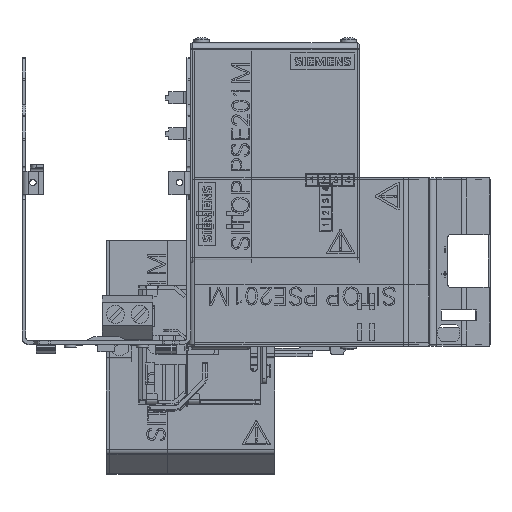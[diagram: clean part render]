
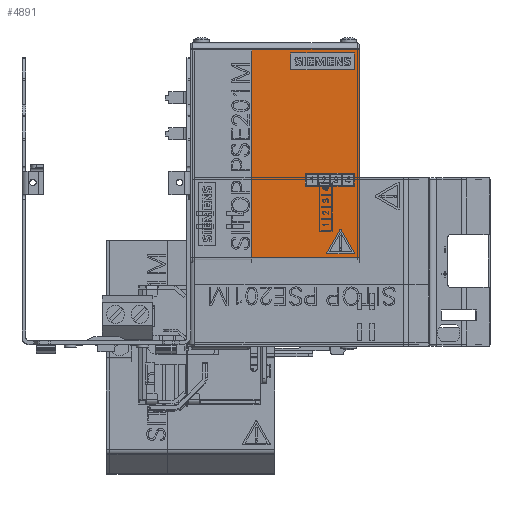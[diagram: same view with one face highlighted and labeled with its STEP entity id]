
A CAD part, top view. The second image highlights one B-rep face of the part: STEP entity #4891.
In plain terms, the highlighted planar face has unit normal (0, 0, 1).
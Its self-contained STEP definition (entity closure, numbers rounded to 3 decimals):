
#4891 = ADVANCED_FACE( '', ( #10372, #10373, #10374, #10375 ), #10376, .T. );
#10372 = FACE_BOUND( '', #16154, .T. );
#10373 = FACE_BOUND( '', #16155, .T. );
#10374 = FACE_BOUND( '', #16156, .T. );
#10375 = FACE_OUTER_BOUND( '', #16157, .T. );
#10376 = PLANE( '', #16158 );
#16154 = EDGE_LOOP( '', ( #31891, #31892, #31893, #31894, #31895, #31896 ) );
#16155 = EDGE_LOOP( '', ( #31897, #31898, #31899, #31900 ) );
#16156 = EDGE_LOOP( '', ( #31901, #31902, #31903, #31904 ) );
#16157 = EDGE_LOOP( '', ( #31905, #31906, #31907, #31908 ) );
#16158 = AXIS2_PLACEMENT_3D( '', #31909, #31910, #31911 );
#31891 = ORIENTED_EDGE( '', *, *, #40457, .T. );
#31892 = ORIENTED_EDGE( '', *, *, #38109, .T. );
#31893 = ORIENTED_EDGE( '', *, *, #38349, .T. );
#31894 = ORIENTED_EDGE( '', *, *, #40458, .T. );
#31895 = ORIENTED_EDGE( '', *, *, #40459, .T. );
#31896 = ORIENTED_EDGE( '', *, *, #40396, .T. );
#31897 = ORIENTED_EDGE( '', *, *, #39811, .T. );
#31898 = ORIENTED_EDGE( '', *, *, #37249, .T. );
#31899 = ORIENTED_EDGE( '', *, *, #39453, .T. );
#31900 = ORIENTED_EDGE( '', *, *, #35327, .T. );
#31901 = ORIENTED_EDGE( '', *, *, #38313, .T. );
#31902 = ORIENTED_EDGE( '', *, *, #37481, .T. );
#31903 = ORIENTED_EDGE( '', *, *, #39823, .T. );
#31904 = ORIENTED_EDGE( '', *, *, #35568, .T. );
#31905 = ORIENTED_EDGE( '', *, *, #34792, .T. );
#31906 = ORIENTED_EDGE( '', *, *, #40460, .F. );
#31907 = ORIENTED_EDGE( '', *, *, #40296, .T. );
#31908 = ORIENTED_EDGE( '', *, *, #39842, .T. );
#31909 = CARTESIAN_POINT( '', ( -35., -43.395, 0.4 ) );
#31910 = DIRECTION( '', ( 0., 0., 1. ) );
#31911 = DIRECTION( '', ( 1., 0., 0. ) );
#34792 = EDGE_CURVE( '', #41928, #41926, #41929, .T. );
#35327 = EDGE_CURVE( '', #42859, #42860, #42861, .T. );
#35568 = EDGE_CURVE( '', #43272, #43273, #43274, .T. );
#37249 = EDGE_CURVE( '', #46054, #46055, #46056, .T. );
#37481 = EDGE_CURVE( '', #46399, #46400, #46401, .T. );
#38109 = EDGE_CURVE( '', #47298, #47299, #47300, .T. );
#38313 = EDGE_CURVE( '', #43273, #46399, #47588, .T. );
#38349 = EDGE_CURVE( '', #47299, #47635, #47636, .T. );
#39453 = EDGE_CURVE( '', #46055, #42859, #49091, .T. );
#39811 = EDGE_CURVE( '', #42860, #46054, #49539, .T. );
#39823 = EDGE_CURVE( '', #46400, #43272, #49551, .T. );
#39842 = EDGE_CURVE( '', #49572, #41928, #49573, .T. );
#40296 = EDGE_CURVE( '', #50080, #49572, #50081, .T. );
#40396 = EDGE_CURVE( '', #50187, #50188, #50189, .T. );
#40457 = EDGE_CURVE( '', #50188, #47298, #50261, .T. );
#40458 = EDGE_CURVE( '', #47635, #50262, #50263, .T. );
#40459 = EDGE_CURVE( '', #50262, #50187, #50264, .T. );
#40460 = EDGE_CURVE( '', #50080, #41926, #50265, .T. );
#41926 = VERTEX_POINT( '', #52668 );
#41928 = VERTEX_POINT( '', #52671 );
#41929 = LINE( '', #52672, #52673 );
#42859 = VERTEX_POINT( '', #54181 );
#42860 = VERTEX_POINT( '', #54182 );
#42861 = LINE( '', #54183, #54184 );
#43272 = VERTEX_POINT( '', #54789 );
#43273 = VERTEX_POINT( '', #54790 );
#43274 = B_SPLINE_CURVE_WITH_KNOTS( '', 1, ( #54791, #54792 ), .UNSPECIFIED., .F., .F., ( 2, 2 ), ( 0.5, 0.605 ), .UNSPECIFIED. );
#46054 = VERTEX_POINT( '', #59069 );
#46055 = VERTEX_POINT( '', #59070 );
#46056 = LINE( '', #59071, #59072 );
#46399 = VERTEX_POINT( '', #59567 );
#46400 = VERTEX_POINT( '', #59568 );
#46401 = B_SPLINE_CURVE_WITH_KNOTS( '', 1, ( #59569, #59570 ), .UNSPECIFIED., .F., .F., ( 2, 2 ), ( 0., 0.105 ), .UNSPECIFIED. );
#47298 = VERTEX_POINT( '', #60929 );
#47299 = VERTEX_POINT( '', #60930 );
#47300 = LINE( '', #60931, #60932 );
#47588 = B_SPLINE_CURVE_WITH_KNOTS( '', 1, ( #61384, #61385 ), .UNSPECIFIED., .F., .F., ( 2, 2 ), ( 0.605, 1. ), .UNSPECIFIED. );
#47635 = VERTEX_POINT( '', #61452 );
#47636 = CIRCLE( '', #61453, 0.4 );
#49091 = LINE( '', #64012, #64013 );
#49539 = LINE( '', #64823, #64824 );
#49551 = B_SPLINE_CURVE_WITH_KNOTS( '', 1, ( #64840, #64841 ), .UNSPECIFIED., .F., .F., ( 2, 2 ), ( 0.105, 0.5 ), .UNSPECIFIED. );
#49572 = VERTEX_POINT( '', #64868 );
#49573 = LINE( '', #64869, #64870 );
#50080 = VERTEX_POINT( '', #65605 );
#50081 = LINE( '', #65606, #65607 );
#50187 = VERTEX_POINT( '', #65752 );
#50188 = VERTEX_POINT( '', #65753 );
#50189 = LINE( '', #65754, #65755 );
#50261 = CIRCLE( '', #65868, 0.4 );
#50262 = VERTEX_POINT( '', #65869 );
#50263 = LINE( '', #65870, #65871 );
#50264 = CIRCLE( '', #65872, 0.4 );
#50265 = LINE( '', #65873, #65874 );
#52668 = CARTESIAN_POINT( '', ( -9.5, 43.395, 0.4 ) );
#52671 = CARTESIAN_POINT( '', ( 35., 43.395, 0.4 ) );
#52672 = CARTESIAN_POINT( '', ( 35., 43.395, 0.4 ) );
#52673 = VECTOR( '', #66974, 1000. );
#54181 = CARTESIAN_POINT( '', ( 12.7, -13.605, 0.4 ) );
#54182 = CARTESIAN_POINT( '', ( 12.7, -8.305, 0.4 ) );
#54183 = CARTESIAN_POINT( '', ( 12.7, -13.605, 0.4 ) );
#54184 = VECTOR( '', #67461, 1000. );
#54789 = CARTESIAN_POINT( '', ( 33., 41.745, 0.4 ) );
#54790 = CARTESIAN_POINT( '', ( 33., 34.745, 0.4 ) );
#54791 = CARTESIAN_POINT( '', ( 33., 41.745, 0.4 ) );
#54792 = CARTESIAN_POINT( '', ( 33., 34.745, 0.4 ) );
#59069 = CARTESIAN_POINT( '', ( 33., -8.305, 0.4 ) );
#59070 = CARTESIAN_POINT( '', ( 33., -13.605, 0.4 ) );
#59071 = CARTESIAN_POINT( '', ( 33., -8.305, 0.4 ) );
#59072 = VECTOR( '', #69299, 1000. );
#59567 = CARTESIAN_POINT( '', ( 6.667, 34.745, 0.4 ) );
#59568 = CARTESIAN_POINT( '', ( 6.667, 41.745, 0.4 ) );
#59569 = CARTESIAN_POINT( '', ( 6.667, 34.745, 0.4 ) );
#59570 = CARTESIAN_POINT( '', ( 6.667, 41.745, 0.4 ) );
#60929 = CARTESIAN_POINT( '', ( 21.628, -41.005, 0.4 ) );
#60930 = CARTESIAN_POINT( '', ( 26.941, -31.803, 0.4 ) );
#60931 = CARTESIAN_POINT( '', ( 21.628, -41.005, 0.4 ) );
#60932 = VECTOR( '', #70129, 1000. );
#61384 = CARTESIAN_POINT( '', ( 33., 34.745, 0.4 ) );
#61385 = CARTESIAN_POINT( '', ( 6.667, 34.745, 0.4 ) );
#61452 = CARTESIAN_POINT( '', ( 27.633, -31.803, 0.4 ) );
#61453 = AXIS2_PLACEMENT_3D( '', #70354, #70355, #70356 );
#64012 = CARTESIAN_POINT( '', ( 33., -13.605, 0.4 ) );
#64013 = VECTOR( '', #71255, 1000. );
#64823 = CARTESIAN_POINT( '', ( 12.7, -8.305, 0.4 ) );
#64824 = VECTOR( '', #71527, 1000. );
#64840 = CARTESIAN_POINT( '', ( 6.667, 41.745, 0.4 ) );
#64841 = CARTESIAN_POINT( '', ( 33., 41.745, 0.4 ) );
#64868 = CARTESIAN_POINT( '', ( 35., -43.395, 0.4 ) );
#64869 = CARTESIAN_POINT( '', ( 35., -43.395, 0.4 ) );
#64870 = VECTOR( '', #71550, 1000. );
#65605 = CARTESIAN_POINT( '', ( -9.5, -43.395, 0.4 ) );
#65606 = CARTESIAN_POINT( '', ( -35., -43.395, 0.4 ) );
#65607 = VECTOR( '', #71828, 1000. );
#65752 = CARTESIAN_POINT( '', ( 32.6, -41.605, 0.4 ) );
#65753 = CARTESIAN_POINT( '', ( 21.974, -41.605, 0.4 ) );
#65754 = CARTESIAN_POINT( '', ( 32.6, -41.605, 0.4 ) );
#65755 = VECTOR( '', #71879, 1000. );
#65868 = AXIS2_PLACEMENT_3D( '', #71924, #71925, #71926 );
#65869 = CARTESIAN_POINT( '', ( 32.946, -41.005, 0.4 ) );
#65870 = CARTESIAN_POINT( '', ( 27.633, -31.803, 0.4 ) );
#65871 = VECTOR( '', #71927, 1000. );
#65872 = AXIS2_PLACEMENT_3D( '', #71928, #71929, #71930 );
#65873 = CARTESIAN_POINT( '', ( -9.5, -43.395, 0.4 ) );
#65874 = VECTOR( '', #71931, 1000. );
#66974 = DIRECTION( '', ( -1., 0., 0. ) );
#67461 = DIRECTION( '', ( 0., 1., 0. ) );
#69299 = DIRECTION( '', ( 0., -1., 0. ) );
#70129 = DIRECTION( '', ( 0.5, 0.866, 0. ) );
#70354 = CARTESIAN_POINT( '', ( 27.287, -32.003, 0.4 ) );
#70355 = DIRECTION( '', ( 0., 0., -1. ) );
#70356 = DIRECTION( '', ( 1., 0., 0. ) );
#71255 = DIRECTION( '', ( -1., 0., 0. ) );
#71527 = DIRECTION( '', ( 1., 0., 0. ) );
#71550 = DIRECTION( '', ( 0., 1., 0. ) );
#71828 = DIRECTION( '', ( 1., 0., 0. ) );
#71879 = DIRECTION( '', ( -1., 0., 0. ) );
#71924 = CARTESIAN_POINT( '', ( 21.974, -41.205, 0.4 ) );
#71925 = DIRECTION( '', ( 0., 0., -1. ) );
#71926 = DIRECTION( '', ( 1., 0., 0. ) );
#71927 = DIRECTION( '', ( 0.5, -0.866, 0. ) );
#71928 = CARTESIAN_POINT( '', ( 32.6, -41.205, 0.4 ) );
#71929 = DIRECTION( '', ( 0., 0., -1. ) );
#71930 = DIRECTION( '', ( -1., 0., 0. ) );
#71931 = DIRECTION( '', ( 0., 1., 0. ) );
